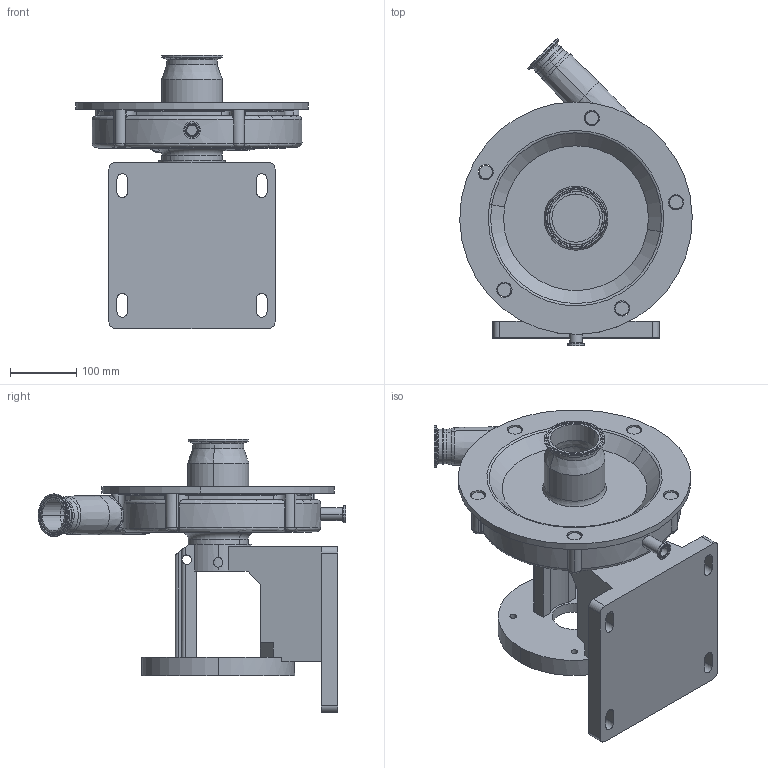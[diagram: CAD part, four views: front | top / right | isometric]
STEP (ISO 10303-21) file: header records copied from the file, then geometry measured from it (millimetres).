
FILE_DESCRIPTION (( 'STEP AP214' ), '1' );
FILE_NAME ('FP 3451 180-210TC 45 LEFT 3-4 In STR DRAIN.STEP', '2023-05-05T15:57:54', ( '' ), ( '' ), 'SwSTEP 2.0', 'SolidWorks 2023', '' );
FILE_SCHEMA (( 'AUTOMOTIVE_DESIGN' ));
Length unit declared in the file: millimetre
Products named in the file (1): FP 3451 180-210TC 45 LEFT 3-4 In STR DRAIN
Bounding box: 349.95 x 462.96 x 411 mm (x, y, z)
Volume: 9154261.4 mm3; surface area: 856836.9 mm2
Topology: 1 solids, 2 shells, 426 faces, 1121 edges, 701 vertices
Faces by surface type: cylinder 165, plane 98, torus 68, bspline 56, cone 31, sphere 8
Entity records: 19020 total; most frequent: CARTESIAN_POINT 8643, ORIENTED_EDGE 2240, DIRECTION 2166, EDGE_CURVE 1120, AXIS2_PLACEMENT_3D 899, VERTEX_POINT 701, CIRCLE 528, EDGE_LOOP 471
